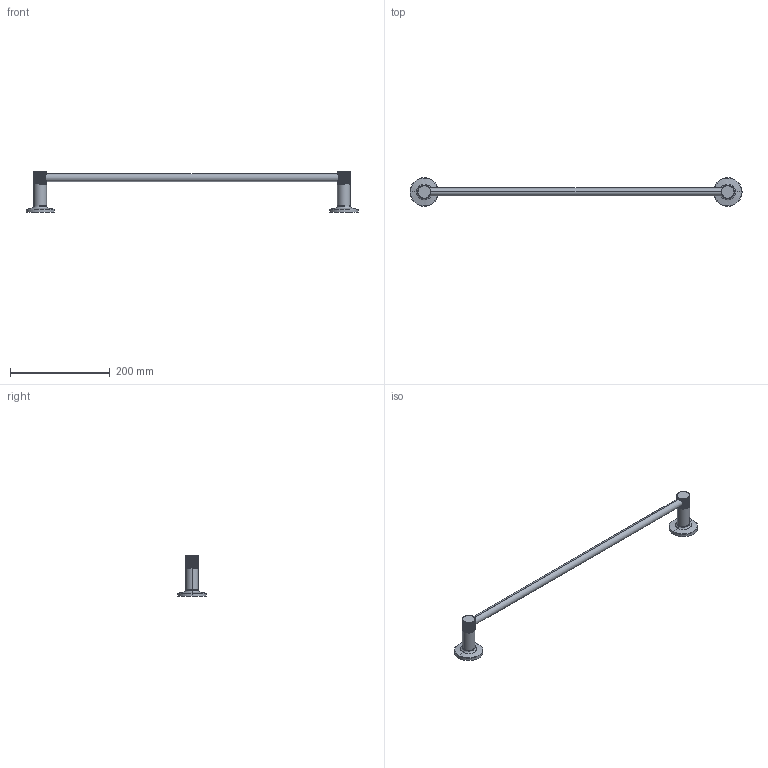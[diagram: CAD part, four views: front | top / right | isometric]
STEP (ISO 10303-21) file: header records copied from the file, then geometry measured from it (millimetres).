
FILE_DESCRIPTION((''),'2;1');
FILE_NAME('3230-1250','2025-04-21T17:22:48',('SwamiS'),(''),'CREO PARAMETRIC BY PTC INC, 2023134','CREO PARAMETRIC BY PTC INC, 2023134','');
FILE_SCHEMA(('CONFIG_CONTROL_DESIGN'));
Length unit declared in the file: inch
Products named in the file (1): 3230-1250
Bounding box: 666.75 x 57.15 x 81.79 mm (x, y, z)
Volume: 129631.8 mm3; surface area: 84764.9 mm2
Topology: 3 solids, 3 shells, 574 faces, 1614 edges, 1058 vertices
Faces by surface type: plane 334, cylinder 196, torus 36, cone 4, bspline 4
Entity records: 20004 total; most frequent: CARTESIAN_POINT 5640, ORIENTED_EDGE 3220, DIRECTION 2734, EDGE_CURVE 1610, VERTEX_POINT 1058, AXIS2_PLACEMENT_3D 982, VECTOR 770, LINE 770
